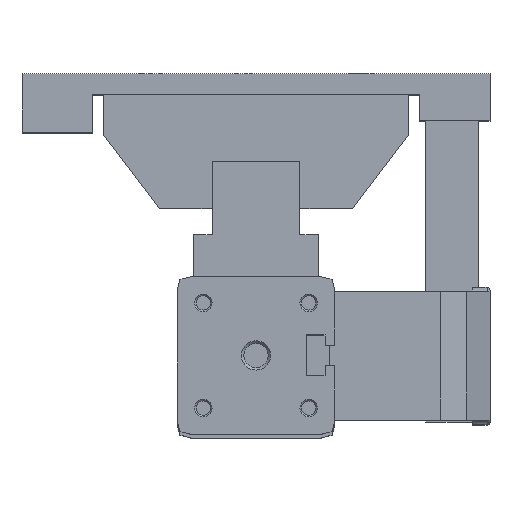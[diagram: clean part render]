
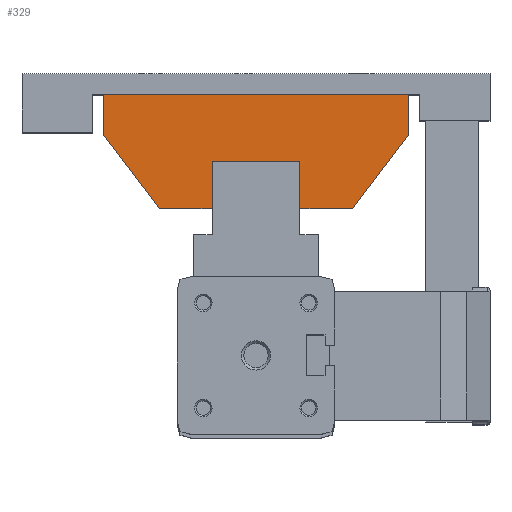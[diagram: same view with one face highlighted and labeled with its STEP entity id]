
A CAD part, top view. The second image highlights one B-rep face of the part: STEP entity #329.
In plain terms, the highlighted planar face has unit normal (0, 0, 1).
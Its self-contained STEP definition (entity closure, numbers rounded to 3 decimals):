
#329 = ADVANCED_FACE( '', ( #786 ), #787, .T. );
#786 = FACE_OUTER_BOUND( '', #1330, .T. );
#787 = PLANE( '', #1331 );
#1330 = EDGE_LOOP( '', ( #2683, #2684, #2685, #2686, #2687, #2688, #2689, #2690, #2691, #2692 ) );
#1331 = AXIS2_PLACEMENT_3D( '', #2693, #2694, #2695 );
#2683 = ORIENTED_EDGE( '', *, *, #3612, .T. );
#2684 = ORIENTED_EDGE( '', *, *, #3632, .T. );
#2685 = ORIENTED_EDGE( '', *, *, #3635, .T. );
#2686 = ORIENTED_EDGE( '', *, *, #3638, .T. );
#2687 = ORIENTED_EDGE( '', *, *, #3641, .T. );
#2688 = ORIENTED_EDGE( '', *, *, #3644, .T. );
#2689 = ORIENTED_EDGE( '', *, *, #3647, .T. );
#2690 = ORIENTED_EDGE( '', *, *, #3650, .T. );
#2691 = ORIENTED_EDGE( '', *, *, #3653, .T. );
#2692 = ORIENTED_EDGE( '', *, *, #3655, .T. );
#2693 = CARTESIAN_POINT( '', ( 0., 0., 28.5 ) );
#2694 = DIRECTION( '', ( 0., 0., 1. ) );
#2695 = DIRECTION( '', ( 1., 0., 0. ) );
#3612 = EDGE_CURVE( '', #4398, #4395, #4399, .T. );
#3632 = EDGE_CURVE( '', #4395, #4430, #4432, .T. );
#3635 = EDGE_CURVE( '', #4430, #4435, #4437, .T. );
#3638 = EDGE_CURVE( '', #4435, #4440, #4442, .T. );
#3641 = EDGE_CURVE( '', #4440, #4445, #4447, .T. );
#3644 = EDGE_CURVE( '', #4445, #4450, #4452, .T. );
#3647 = EDGE_CURVE( '', #4450, #4455, #4457, .T. );
#3650 = EDGE_CURVE( '', #4455, #4460, #4462, .T. );
#3653 = EDGE_CURVE( '', #4460, #4465, #4467, .T. );
#3655 = EDGE_CURVE( '', #4465, #4398, #4469, .T. );
#4395 = VERTEX_POINT( '', #5588 );
#4398 = VERTEX_POINT( '', #5592 );
#4399 = LINE( '', #5593, #5594 );
#4430 = VERTEX_POINT( '', #5635 );
#4432 = LINE( '', #5638, #5639 );
#4435 = VERTEX_POINT( '', #5643 );
#4437 = LINE( '', #5646, #5647 );
#4440 = VERTEX_POINT( '', #5651 );
#4442 = LINE( '', #5654, #5655 );
#4445 = VERTEX_POINT( '', #5659 );
#4447 = LINE( '', #5662, #5663 );
#4450 = VERTEX_POINT( '', #5667 );
#4452 = LINE( '', #5670, #5671 );
#4455 = VERTEX_POINT( '', #5675 );
#4457 = LINE( '', #5678, #5679 );
#4460 = VERTEX_POINT( '', #5683 );
#4462 = LINE( '', #5686, #5687 );
#4465 = VERTEX_POINT( '', #5691 );
#4467 = LINE( '', #5694, #5695 );
#4469 = LINE( '', #5698, #5699 );
#5588 = CARTESIAN_POINT( '', ( -26., 44.7, 28.5 ) );
#5592 = CARTESIAN_POINT( '', ( 26., 44.7, 28.5 ) );
#5593 = CARTESIAN_POINT( '', ( 26., 44.7, 28.5 ) );
#5594 = VECTOR( '', #6554, 1000. );
#5635 = CARTESIAN_POINT( '', ( -26., 37.7, 28.5 ) );
#5638 = CARTESIAN_POINT( '', ( -26., 44.7, 28.5 ) );
#5639 = VECTOR( '', #6590, 1000. );
#5643 = CARTESIAN_POINT( '', ( -16.5, 25.2, 28.5 ) );
#5646 = CARTESIAN_POINT( '', ( -26., 37.7, 28.5 ) );
#5647 = VECTOR( '', #6593, 1000. );
#5651 = CARTESIAN_POINT( '', ( -7.5, 25.2, 28.5 ) );
#5654 = CARTESIAN_POINT( '', ( -16.5, 25.2, 28.5 ) );
#5655 = VECTOR( '', #6596, 1000. );
#5659 = CARTESIAN_POINT( '', ( -7.5, 33.2, 28.5 ) );
#5662 = CARTESIAN_POINT( '', ( -7.5, 25.2, 28.5 ) );
#5663 = VECTOR( '', #6599, 1000. );
#5667 = CARTESIAN_POINT( '', ( 7.5, 33.2, 28.5 ) );
#5670 = CARTESIAN_POINT( '', ( -7.5, 33.2, 28.5 ) );
#5671 = VECTOR( '', #6602, 1000. );
#5675 = CARTESIAN_POINT( '', ( 7.5, 25.2, 28.5 ) );
#5678 = CARTESIAN_POINT( '', ( 7.5, 33.2, 28.5 ) );
#5679 = VECTOR( '', #6605, 1000. );
#5683 = CARTESIAN_POINT( '', ( 16.5, 25.2, 28.5 ) );
#5686 = CARTESIAN_POINT( '', ( 7.5, 25.2, 28.5 ) );
#5687 = VECTOR( '', #6608, 1000. );
#5691 = CARTESIAN_POINT( '', ( 26., 37.7, 28.5 ) );
#5694 = CARTESIAN_POINT( '', ( 16.5, 25.2, 28.5 ) );
#5695 = VECTOR( '', #6611, 1000. );
#5698 = CARTESIAN_POINT( '', ( 26., 37.7, 28.5 ) );
#5699 = VECTOR( '', #6613, 1000. );
#6554 = DIRECTION( '', ( -1., 0., 0. ) );
#6590 = DIRECTION( '', ( 0., -1., 0. ) );
#6593 = DIRECTION( '', ( 0.605, -0.796, 0. ) );
#6596 = DIRECTION( '', ( 1., 0., 0. ) );
#6599 = DIRECTION( '', ( 0., 1., 0. ) );
#6602 = DIRECTION( '', ( 1., 0., 0. ) );
#6605 = DIRECTION( '', ( 0., -1., 0. ) );
#6608 = DIRECTION( '', ( 1., 0., 0. ) );
#6611 = DIRECTION( '', ( 0.605, 0.796, 0. ) );
#6613 = DIRECTION( '', ( 0., 1., 0. ) );
